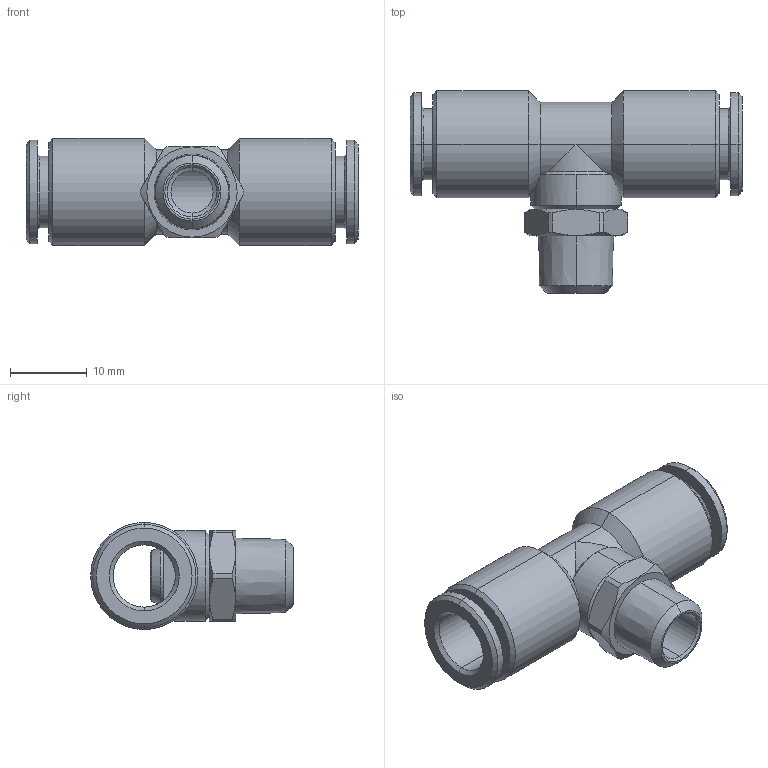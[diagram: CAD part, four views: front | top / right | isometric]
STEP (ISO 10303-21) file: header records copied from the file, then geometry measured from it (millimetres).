
FILE_DESCRIPTION (( 'STEP AP203' ), '1' );
FILE_NAME ('B0110041.STEP', '2011-03-30T12:39:55', ( '' ), ( 'sopra-pneumatic' ), 'SwSTEP 2.0', 'SolidWorks 2009', '' );
FILE_SCHEMA (( 'CONFIG_CONTROL_DESIGN' ));
Length unit declared in the file: millimetre
Products named in the file (1): B0110041
Bounding box: 43.4 x 26.5 x 14 mm (x, y, z)
Volume: 4419.9 mm3; surface area: 4272.4 mm2
Topology: 1 solids, 1 shells, 109 faces, 251 edges, 151 vertices
Faces by surface type: cone 41, cylinder 39, plane 29
Entity records: 3272 total; most frequent: CARTESIAN_POINT 703, DIRECTION 550, ORIENTED_EDGE 502, EDGE_CURVE 251, AXIS2_PLACEMENT_3D 220, VERTEX_POINT 151, EDGE_LOOP 120, CIRCLE 110
